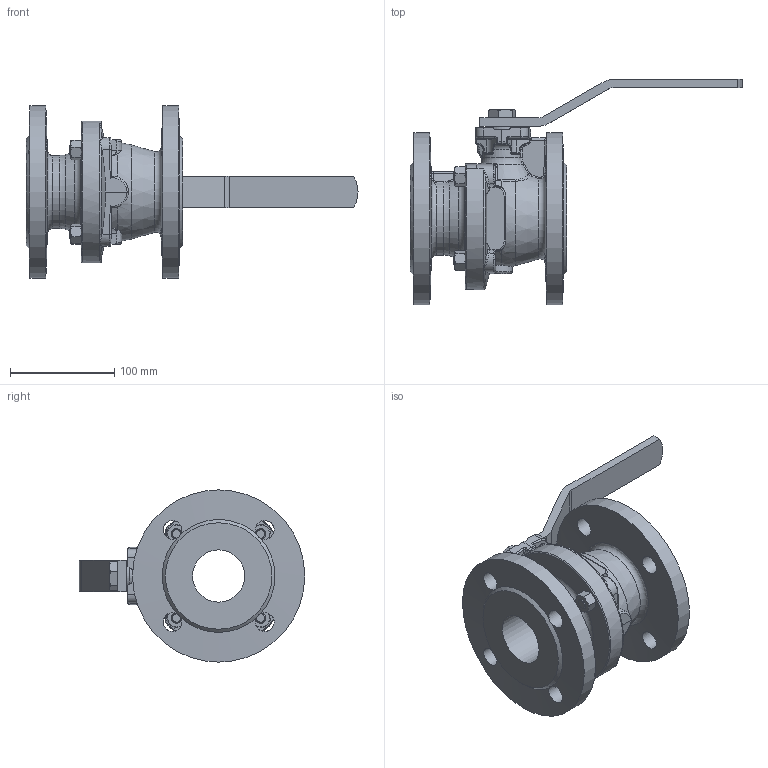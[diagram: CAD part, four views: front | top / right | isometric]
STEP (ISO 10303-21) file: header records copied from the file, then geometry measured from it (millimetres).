
FILE_DESCRIPTION( ( 'Unknown' ), '1' );
FILE_NAME( '4.170.050.stp', 'Unknown', ( 'Unknown' ), ( 'Unknown' ), 'PSStep 13.0', 'Unknown', ' ' );
FILE_SCHEMA( ( 'AUTOMOTIVE_DESIGN { 1 0 10303 214 1 1 1 1 }' ) );
Length unit declared in the file: millimetre
Products named in the file (2): Assem1; B2.DN050
Bounding box: 318 x 216.03 x 165 mm (x, y, z)
Volume: 2755013.8 mm3; surface area: 400882.5 mm2
Topology: 2 solids, 12 shells, 1378 faces, 3554 edges, 2174 vertices
Faces by surface type: plane 380, cylinder 374, bspline 350, cone 204, torus 66, sphere 2, revolution 2
Full cylindrical faces by diameter (mm): 7 x8, 10 x8, 11 x8, 13.8 x2, 14 x2, 18 x16, 18.2 x2, 20 x2, 29.4 x2, 50 x2, 165 x4
Entity records: 34906 total; most frequent: CARTESIAN_POINT 14665, ORIENTED_EDGE 3374, DIRECTION 2637, EDGE_CURVE 1687, AXIS2_PLACEMENT_3D 1086, VERTEX_POINT 1053, EDGE_LOOP 778, FACE_OUTER_BOUND 717
